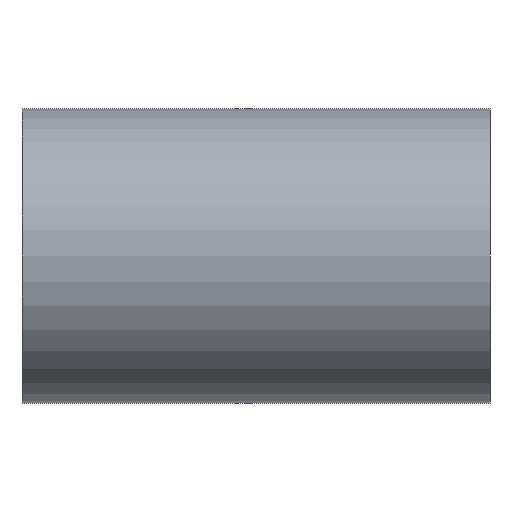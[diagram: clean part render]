
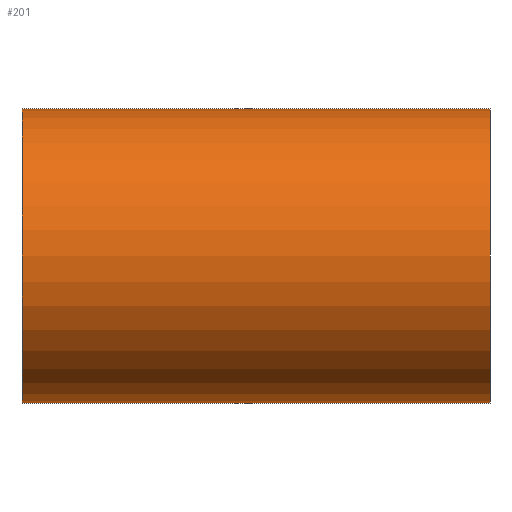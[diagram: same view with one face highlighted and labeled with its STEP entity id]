
A CAD part, front view. The second image highlights one B-rep face of the part: STEP entity #201.
In plain terms, the highlighted cylindrical face has radius 33 mm (diameter 66 mm), a full revolution.
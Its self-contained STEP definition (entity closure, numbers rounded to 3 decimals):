
#25 = CARTESIAN_POINT ( 'NONE',  ( 52.5, 0., 33. ) ) ;
#34 = DIRECTION ( 'NONE',  ( 0., 0., 1. ) ) ;
#36 = CARTESIAN_POINT ( 'NONE',  ( -52.5, 0., 0. ) ) ;
#40 = CARTESIAN_POINT ( 'NONE',  ( -52.5, 0., 33. ) ) ;
#94 = AXIS2_PLACEMENT_3D ( 'NONE', #36, #125, #34 ) ;
#98 = CARTESIAN_POINT ( 'NONE',  ( 52.5, 0., 0. ) ) ;
#99 = DIRECTION ( 'NONE',  ( 0., 0., 1. ) ) ;
#102 = DIRECTION ( 'NONE',  ( 0., 0., 1. ) ) ;
#103 = CYLINDRICAL_SURFACE ( 'NONE', #243, 33. ) ;
#109 = DIRECTION ( 'NONE',  ( -1., 0., 0. ) ) ;
#111 = ORIENTED_EDGE ( 'NONE', *, *, #156, .T. ) ;
#115 = DIRECTION ( 'NONE',  ( -1., 0., 0. ) ) ;
#125 = DIRECTION ( 'NONE',  ( -1., 0., 0. ) ) ;
#137 = FACE_OUTER_BOUND ( 'NONE', #140, .T. ) ;
#140 = EDGE_LOOP ( 'NONE', ( #111 ) ) ;
#153 = VERTEX_POINT ( 'NONE', #40 ) ;
#154 = ORIENTED_EDGE ( 'NONE', *, *, #225, .F. ) ;
#156 = EDGE_CURVE ( 'NONE', #239, #239, #214, .T. ) ;
#162 = EDGE_LOOP ( 'NONE', ( #154 ) ) ;
#201 = ADVANCED_FACE ( 'NONE', ( #224, #137 ), #103, .T. ) ;
#214 = CIRCLE ( 'NONE', #249, 33. ) ;
#224 = FACE_OUTER_BOUND ( 'NONE', #162, .T. ) ;
#225 = EDGE_CURVE ( 'NONE', #153, #153, #233, .T. ) ;
#233 = CIRCLE ( 'NONE', #94, 33. ) ;
#235 = CARTESIAN_POINT ( 'NONE',  ( -1229.991, 0., 0. ) ) ;
#239 = VERTEX_POINT ( 'NONE', #25 ) ;
#243 = AXIS2_PLACEMENT_3D ( 'NONE', #235, #115, #102 ) ;
#249 = AXIS2_PLACEMENT_3D ( 'NONE', #98, #109, #99 ) ;
